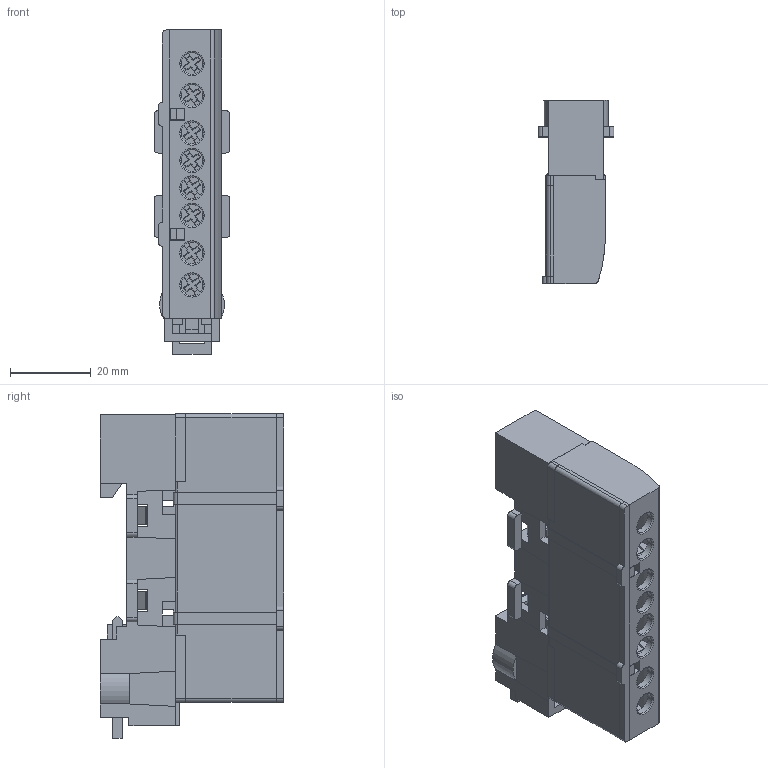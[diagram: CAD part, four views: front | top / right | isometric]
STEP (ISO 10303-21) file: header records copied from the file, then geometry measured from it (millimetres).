
FILE_DESCRIPTION (( 'STEP AP214' ), '1' );
FILE_NAME ('KSN-6-8x12-08 BLUE.STEP', '2023-11-22T12:47:41', ( '' ), ( '' ), 'SwSTEP 2.0', 'SolidWorks 2022', '' );
FILE_SCHEMA (( 'AUTOMOTIVE_DESIGN' ));
Length unit declared in the file: millimetre
Products named in the file (7): Подставка универсал 140421.STEP; крышка 8х12-8_140421.STEP; Винт М5х10.STEP; защелка; крышка2 8х12- 8_140421.STEP; KSN-6-8x12-08 BLUE; КМ Шина 8 - 8х12_(2).STEP
Assembly tree (13 placements, depth 2):
  KSN-6-8x12-08 BLUE
    Подставка универсал 140421.STEP
    крышка 8х12-8_140421.STEP
    крышка2 8х12- 8_140421.STEP
    КМ Шина 8 - 8х12_(2).STEP
    Винт М5х10.STEP  x8
    защелка
Bounding box: 18.8 x 45.4 x 80.2 mm (x, y, z)
Volume: 25777.8 mm3; surface area: 28752.1 mm2
Topology: 13 solids, 13 shells, 1502 faces, 4093 edges, 2662 vertices
Faces by surface type: plane 944, bspline 224, cylinder 205, cone 81, torus 48
Entity records: 54749 total; most frequent: CARTESIAN_POINT 20367, ORIENTED_EDGE 7150, DIRECTION 5718, EDGE_CURVE 3575, VECTOR 2586, LINE 2586, VERTEX_POINT 2326, AXIS2_PLACEMENT_3D 1566
